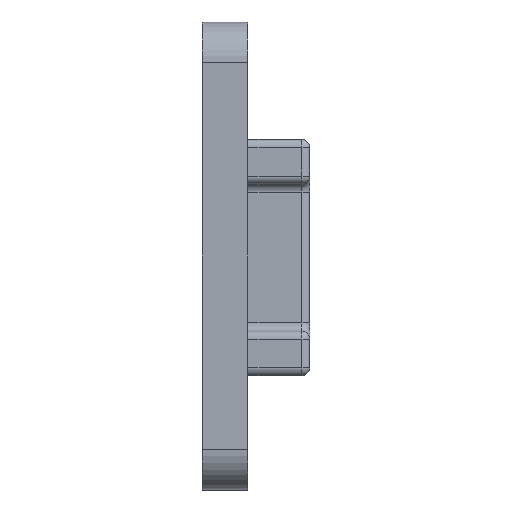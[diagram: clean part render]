
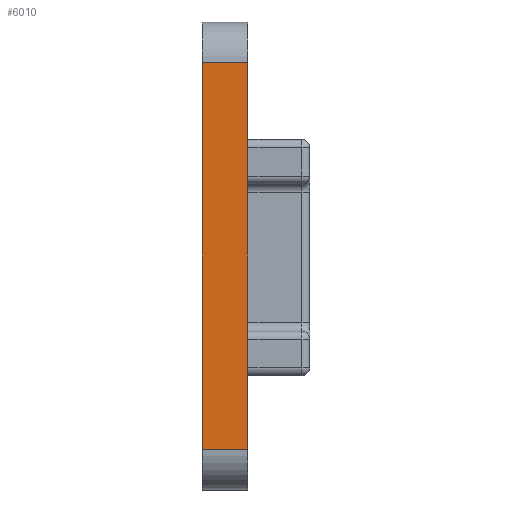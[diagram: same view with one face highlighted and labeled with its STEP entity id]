
A CAD part, front view. The second image highlights one B-rep face of the part: STEP entity #6010.
In plain terms, the highlighted planar face has unit normal (0, -1, 0).
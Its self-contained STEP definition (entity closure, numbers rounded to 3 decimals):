
#1163 = CARTESIAN_POINT ( 'NONE',  ( 1.4, -18.65, 11.85 ) ) ;
#1447 = VECTOR ( 'NONE', #7306, 1000. ) ;
#2885 = EDGE_LOOP ( 'NONE', ( #14612, #5322, #14148, #10233 ) ) ;
#5053 = CARTESIAN_POINT ( 'NONE',  ( 1.4, -18.65, 14.35 ) ) ;
#5322 = ORIENTED_EDGE ( 'NONE', *, *, #9301, .T. ) ;
#5492 = CARTESIAN_POINT ( 'NONE',  ( -1.4, -18.65, -11.85 ) ) ;
#6010 = ADVANCED_FACE ( 'NONE', ( #22085 ), #12905, .F. ) ;
#6720 = CARTESIAN_POINT ( 'NONE',  ( 1.4, -18.65, -11.85 ) ) ;
#7239 = EDGE_CURVE ( 'NONE', #11452, #12559, #23870, .T. ) ;
#7306 = DIRECTION ( 'NONE',  ( -1., 0., 0. ) ) ;
#8463 = CARTESIAN_POINT ( 'NONE',  ( 1.4, -18.65, 11.85 ) ) ;
#9022 = DIRECTION ( 'NONE',  ( 0., 1., 0. ) ) ;
#9301 = EDGE_CURVE ( 'NONE', #12559, #15056, #18910, .T. ) ;
#10233 = ORIENTED_EDGE ( 'NONE', *, *, #22355, .T. ) ;
#10871 = CARTESIAN_POINT ( 'NONE',  ( 1.4, -18.65, -11.85 ) ) ;
#11452 = VERTEX_POINT ( 'NONE', #23140 ) ;
#12559 = VERTEX_POINT ( 'NONE', #5492 ) ;
#12669 = VECTOR ( 'NONE', #21039, 1000. ) ;
#12905 = PLANE ( 'NONE',  #19305 ) ;
#14148 = ORIENTED_EDGE ( 'NONE', *, *, #19440, .F. ) ;
#14612 = ORIENTED_EDGE ( 'NONE', *, *, #7239, .T. ) ;
#15056 = VERTEX_POINT ( 'NONE', #10871 ) ;
#15082 = CARTESIAN_POINT ( 'NONE',  ( 1.4, -18.65, 14.35 ) ) ;
#16042 = LINE ( 'NONE', #15082, #12669 ) ;
#16161 = CARTESIAN_POINT ( 'NONE',  ( -1.4, -18.65, 14.35 ) ) ;
#17500 = LINE ( 'NONE', #1163, #1447 ) ;
#18910 = LINE ( 'NONE', #6720, #22291 ) ;
#19305 = AXIS2_PLACEMENT_3D ( 'NONE', #5053, #9022, #24844 ) ;
#19440 = EDGE_CURVE ( 'NONE', #21905, #15056, #16042, .T. ) ;
#21039 = DIRECTION ( 'NONE',  ( 0., 0., -1. ) ) ;
#21905 = VERTEX_POINT ( 'NONE', #8463 ) ;
#22039 = VECTOR ( 'NONE', #23809, 1000. ) ;
#22085 = FACE_OUTER_BOUND ( 'NONE', #2885, .T. ) ;
#22291 = VECTOR ( 'NONE', #22376, 1000. ) ;
#22355 = EDGE_CURVE ( 'NONE', #21905, #11452, #17500, .T. ) ;
#22376 = DIRECTION ( 'NONE',  ( 1., 0., 0. ) ) ;
#23140 = CARTESIAN_POINT ( 'NONE',  ( -1.4, -18.65, 11.85 ) ) ;
#23809 = DIRECTION ( 'NONE',  ( 0., 0., -1. ) ) ;
#23870 = LINE ( 'NONE', #16161, #22039 ) ;
#24844 = DIRECTION ( 'NONE',  ( 0., 0., 1. ) ) ;
